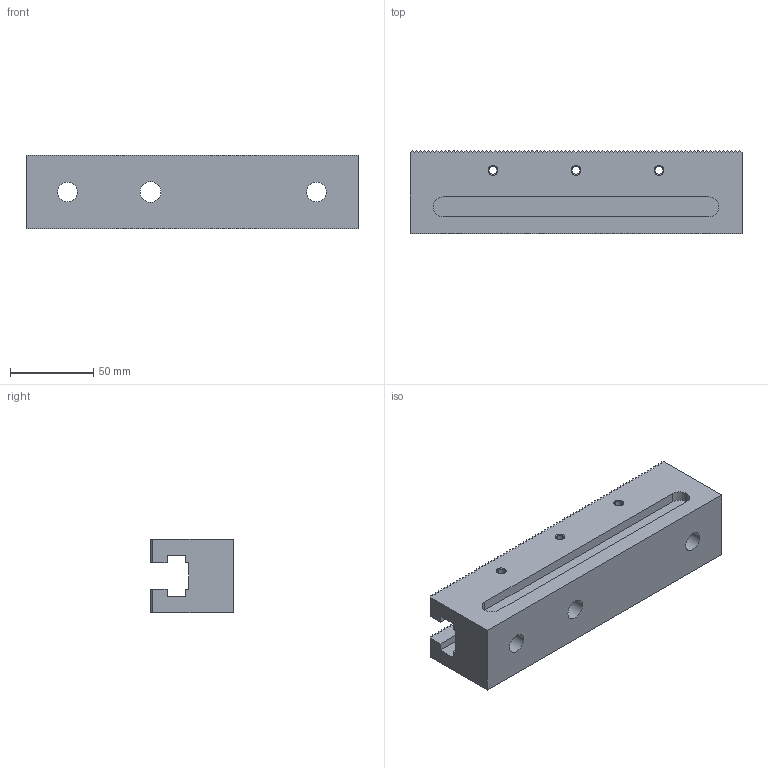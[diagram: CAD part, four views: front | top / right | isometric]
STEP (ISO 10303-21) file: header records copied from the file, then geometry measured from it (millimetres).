
FILE_DESCRIPTION(('STEP AP214'),'1');
FILE_NAME('HALDERV_EH_1585_200.stp','2017-08-30T11:17:24',('TraceParts'),('TraceParts S.A.'),'Spatial InterOp 3D',' ',' ');
FILE_SCHEMA(('automotive_design'));
Length unit declared in the file: millimetre
Products named in the file (1): HALDERV_EH_1585_200
Bounding box: 200 x 50 x 44 mm (x, y, z)
Volume: 299329.3 mm3; surface area: 63719 mm2
Topology: 1 solids, 1 shells, 416 faces, 1242 edges, 824 vertices
Faces by surface type: plane 366, cylinder 38, cone 12
Entity records: 17216 total; most frequent: ORIENTED_EDGE 2484, CARTESIAN_POINT 2483, DIRECTION 2242, EDGE_CURVE 1242, LINE 1076, VECTOR 1076, VERTEX_POINT 824, AXIS2_PLACEMENT_3D 583
